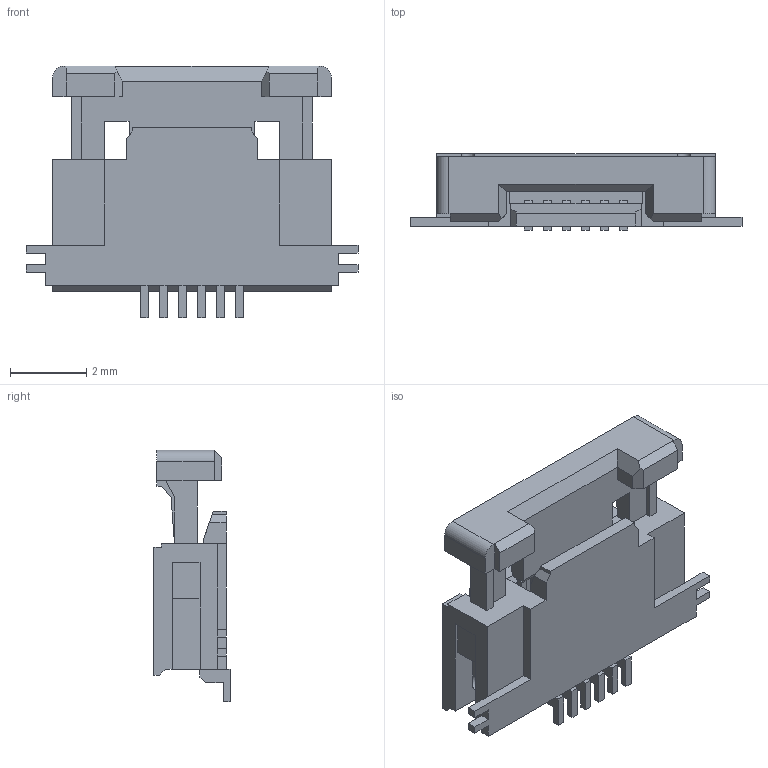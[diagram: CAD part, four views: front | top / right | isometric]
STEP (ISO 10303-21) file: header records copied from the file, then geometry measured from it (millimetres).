
FILE_DESCRIPTION((''),'2;1');
FILE_NAME('527460670','2016-01-05T',('me'),(''),'PRO/ENGINEER BY PARAMETRIC TECHNOLOGY CORPORATION, 2011490','PRO/ENGINEER BY PARAMETRIC TECHNOLOGY CORPORATION, 2011490','');
FILE_SCHEMA(('CONFIG_CONTROL_DESIGN'));
Length unit declared in the file: millimetre
Products named in the file (1): 527460670
Bounding box: 8.7 x 2 x 6.6 mm (x, y, z)
Volume: 48.3 mm3; surface area: 190 mm2
Topology: 1 solids, 1 shells, 243 faces, 731 edges, 492 vertices
Faces by surface type: plane 221, cylinder 22
Entity records: 8060 total; most frequent: CARTESIAN_POINT 1431, ORIENTED_EDGE 1390, DIRECTION 1263, EDGE_CURVE 695, VECTOR 687, LINE 687, VERTEX_POINT 456, AXIS2_PLACEMENT_3D 288
